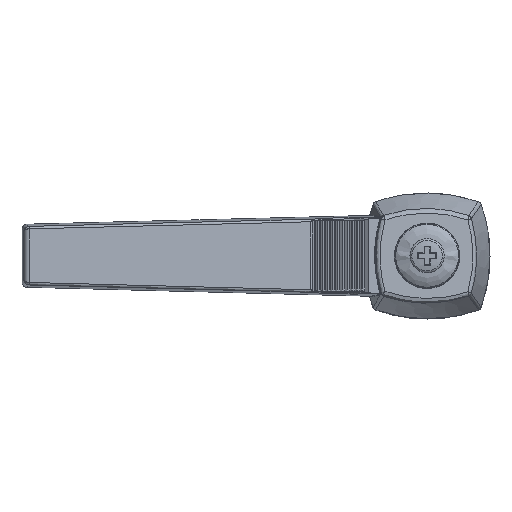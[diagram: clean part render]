
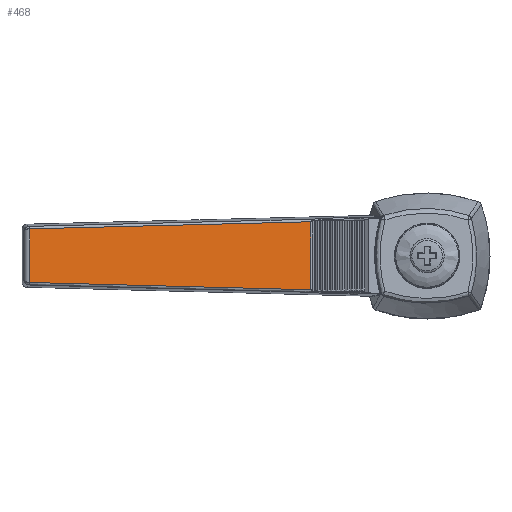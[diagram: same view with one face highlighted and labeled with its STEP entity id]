
A CAD part, top view. The second image highlights one B-rep face of the part: STEP entity #468.
In plain terms, the highlighted planar face has unit normal (0.174, 0, 0.985).
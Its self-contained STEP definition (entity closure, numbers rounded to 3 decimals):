
#468 = ADVANCED_FACE( '', ( #1059 ), #1060, .F. );
#1059 = FACE_OUTER_BOUND( '', #4163, .T. );
#1060 = PLANE( '', #4164 );
#4163 = EDGE_LOOP( '', ( #7763, #7764, #7765, #7766 ) );
#4164 = AXIS2_PLACEMENT_3D( '', #7767, #7768, #7769 );
#7763 = ORIENTED_EDGE( '', *, *, #9088, .T. );
#7764 = ORIENTED_EDGE( '', *, *, #9089, .T. );
#7765 = ORIENTED_EDGE( '', *, *, #9090, .T. );
#7766 = ORIENTED_EDGE( '', *, *, #9091, .T. );
#7767 = CARTESIAN_POINT( '', ( -33.905, 0., 38.274 ) );
#7768 = DIRECTION( '', ( -0.174, 0., -0.985 ) );
#7769 = DIRECTION( '', ( -0.985, 0., 0.174 ) );
#9088 = EDGE_CURVE( '', #10118, #9365, #10119, .T. );
#9089 = EDGE_CURVE( '', #9365, #10120, #10121, .F. );
#9090 = EDGE_CURVE( '', #10120, #10122, #10123, .T. );
#9091 = EDGE_CURVE( '', #10122, #10118, #10124, .F. );
#9365 = VERTEX_POINT( '', #10574 );
#10118 = VERTEX_POINT( '', #13737 );
#10119 = B_SPLINE_CURVE_WITH_KNOTS( '', 3, ( #13738, #13739, #13740, #13741, #13742, #13743, #13744, #13745 ), .UNSPECIFIED., .F., .F., ( 4, 2, 2, 4 ), ( 0., 0.028, 0.043, 0.057 ), .UNSPECIFIED. );
#10120 = VERTEX_POINT( '', #13746 );
#10121 = LINE( '', #13747, #13748 );
#10122 = VERTEX_POINT( '', #13749 );
#10123 = B_SPLINE_CURVE_WITH_KNOTS( '', 3, ( #13750, #13751, #13752, #13753, #13754, #13755, #13756, #13757 ), .UNSPECIFIED., .F., .F., ( 4, 2, 2, 4 ), ( 0.001, 0.015, 0.029, 0.058 ), .UNSPECIFIED. );
#10124 = LINE( '', #13758, #13759 );
#10574 = CARTESIAN_POINT( '', ( -78.94, 5.324, 46.215 ) );
#13737 = CARTESIAN_POINT( '', ( -23.09, 6.754, 36.367 ) );
#13738 = CARTESIAN_POINT( '', ( -23.09, 6.754, 36.367 ) );
#13739 = CARTESIAN_POINT( '', ( -32.398, 6.514, 38.009 ) );
#13740 = CARTESIAN_POINT( '', ( -41.706, 6.275, 39.65 ) );
#13741 = CARTESIAN_POINT( '', ( -55.669, 5.918, 42.112 ) );
#13742 = CARTESIAN_POINT( '', ( -60.323, 5.798, 42.932 ) );
#13743 = CARTESIAN_POINT( '', ( -69.631, 5.561, 44.574 ) );
#13744 = CARTESIAN_POINT( '', ( -74.286, 5.442, 45.394 ) );
#13745 = CARTESIAN_POINT( '', ( -78.94, 5.324, 46.215 ) );
#13746 = CARTESIAN_POINT( '', ( -78.94, -5.324, 46.215 ) );
#13747 = CARTESIAN_POINT( '', ( -78.94, 0., 46.215 ) );
#13748 = VECTOR( '', #15267, 1000. );
#13749 = CARTESIAN_POINT( '', ( -23.09, -6.754, 36.367 ) );
#13750 = CARTESIAN_POINT( '', ( -78.94, -5.324, 46.215 ) );
#13751 = CARTESIAN_POINT( '', ( -74.286, -5.442, 45.394 ) );
#13752 = CARTESIAN_POINT( '', ( -69.631, -5.561, 44.574 ) );
#13753 = CARTESIAN_POINT( '', ( -60.323, -5.798, 42.932 ) );
#13754 = CARTESIAN_POINT( '', ( -55.669, -5.918, 42.112 ) );
#13755 = CARTESIAN_POINT( '', ( -41.706, -6.275, 39.65 ) );
#13756 = CARTESIAN_POINT( '', ( -32.398, -6.514, 38.009 ) );
#13757 = CARTESIAN_POINT( '', ( -23.09, -6.754, 36.367 ) );
#13758 = CARTESIAN_POINT( '', ( -23.09, 6.986, 36.367 ) );
#13759 = VECTOR( '', #15268, 1000. );
#15267 = DIRECTION( '', ( 0., 1., 0. ) );
#15268 = DIRECTION( '', ( 0., -1., 0. ) );
